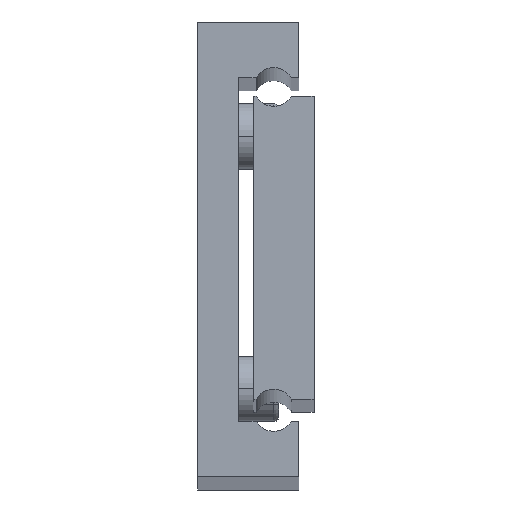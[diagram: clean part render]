
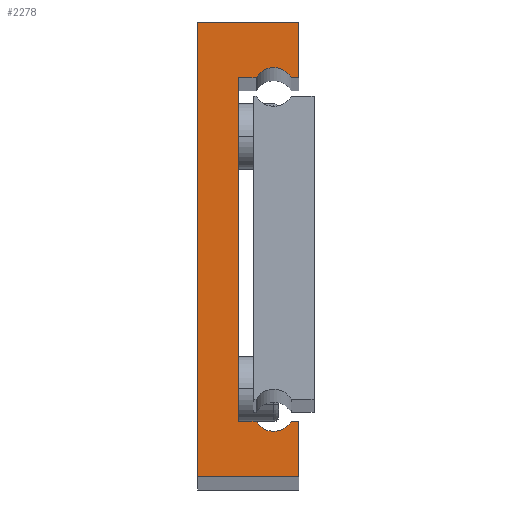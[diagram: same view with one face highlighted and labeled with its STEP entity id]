
A CAD part, top view. The second image highlights one B-rep face of the part: STEP entity #2278.
In plain terms, the highlighted planar face has unit normal (0, 0, 1).
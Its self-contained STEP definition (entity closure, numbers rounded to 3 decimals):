
#23 = VECTOR ( 'NONE', #2678, 1000. ) ;
#87 = ORIENTED_EDGE ( 'NONE', *, *, #1655, .T. ) ;
#107 = VERTEX_POINT ( 'NONE', #1284 ) ;
#111 = EDGE_CURVE ( 'NONE', #939, #2035, #3104, .T. ) ;
#206 = LINE ( 'NONE', #710, #367 ) ;
#293 = AXIS2_PLACEMENT_3D ( 'NONE', #786, #586, #2990 ) ;
#300 = ORIENTED_EDGE ( 'NONE', *, *, #111, .T. ) ;
#341 = EDGE_CURVE ( 'NONE', #2956, #994, #2343, .T. ) ;
#346 = DIRECTION ( 'NONE',  ( 0., 0., -1. ) ) ;
#348 = ORIENTED_EDGE ( 'NONE', *, *, #519, .T. ) ;
#367 = VECTOR ( 'NONE', #944, 1000. ) ;
#404 = EDGE_CURVE ( 'NONE', #2029, #1861, #2056, .T. ) ;
#416 = EDGE_CURVE ( 'NONE', #2037, #2619, #2806, .T. ) ;
#450 = CARTESIAN_POINT ( 'NONE',  ( 0., 0., 750. ) ) ;
#519 = EDGE_CURVE ( 'NONE', #1790, #939, #1436, .T. ) ;
#521 = CARTESIAN_POINT ( 'NONE',  ( 11.536, 11., 750. ) ) ;
#580 = FACE_OUTER_BOUND ( 'NONE', #3018, .T. ) ;
#586 = DIRECTION ( 'NONE',  ( 0., 0., -1. ) ) ;
#610 = DIRECTION ( 'NONE',  ( -1., 0., 0. ) ) ;
#660 = CARTESIAN_POINT ( 'NONE',  ( 0., 0., 750. ) ) ;
#710 = CARTESIAN_POINT ( 'NONE',  ( 20., 79., 750. ) ) ;
#776 = CARTESIAN_POINT ( 'NONE',  ( 20., 11., 750. ) ) ;
#786 = CARTESIAN_POINT ( 'NONE',  ( 15., 77., 750. ) ) ;
#845 = CARTESIAN_POINT ( 'NONE',  ( 0., 90., 750. ) ) ;
#939 = VERTEX_POINT ( 'NONE', #1235 ) ;
#944 = DIRECTION ( 'NONE',  ( 1., 0., 0. ) ) ;
#957 = VECTOR ( 'NONE', #1609, 1000. ) ;
#994 = VERTEX_POINT ( 'NONE', #2140 ) ;
#1032 = ORIENTED_EDGE ( 'NONE', *, *, #341, .T. ) ;
#1038 = EDGE_CURVE ( 'NONE', #2035, #2956, #206, .T. ) ;
#1138 = ORIENTED_EDGE ( 'NONE', *, *, #1693, .T. ) ;
#1139 = CARTESIAN_POINT ( 'NONE',  ( 20., 90., 750. ) ) ;
#1143 = ORIENTED_EDGE ( 'NONE', *, *, #416, .T. ) ;
#1218 = DIRECTION ( 'NONE',  ( 0., 0., -1. ) ) ;
#1235 = CARTESIAN_POINT ( 'NONE',  ( 11.536, 79., 750. ) ) ;
#1284 = CARTESIAN_POINT ( 'NONE',  ( 8., 11., 750. ) ) ;
#1329 = DIRECTION ( 'NONE',  ( -1., 0., 0. ) ) ;
#1418 = DIRECTION ( 'NONE',  ( 1., 0., 0. ) ) ;
#1436 = LINE ( 'NONE', #3107, #2093 ) ;
#1468 = AXIS2_PLACEMENT_3D ( 'NONE', #2083, #346, #1329 ) ;
#1482 = VECTOR ( 'NONE', #2117, 1000. ) ;
#1484 = CARTESIAN_POINT ( 'NONE',  ( 18.464, 79., 750. ) ) ;
#1496 = ORIENTED_EDGE ( 'NONE', *, *, #3062, .T. ) ;
#1512 = DIRECTION ( 'NONE',  ( 1., 0., 0. ) ) ;
#1525 = DIRECTION ( 'NONE',  ( -1., 0., 0. ) ) ;
#1546 = DIRECTION ( 'NONE',  ( 1., 0., 0. ) ) ;
#1553 = CARTESIAN_POINT ( 'NONE',  ( 20., 11., 750. ) ) ;
#1565 = CIRCLE ( 'NONE', #2875, 4. ) ;
#1575 = PLANE ( 'NONE',  #1468 ) ;
#1580 = LINE ( 'NONE', #2520, #957 ) ;
#1608 = CARTESIAN_POINT ( 'NONE',  ( 20., 0., 750. ) ) ;
#1609 = DIRECTION ( 'NONE',  ( 0., 1., 0. ) ) ;
#1655 = EDGE_CURVE ( 'NONE', #2619, #1952, #2462, .T. ) ;
#1693 = EDGE_CURVE ( 'NONE', #1861, #2037, #1724, .T. ) ;
#1724 = LINE ( 'NONE', #2448, #2674 ) ;
#1739 = CARTESIAN_POINT ( 'NONE',  ( 0., 90., 750. ) ) ;
#1760 = CARTESIAN_POINT ( 'NONE',  ( 20., 79., 750. ) ) ;
#1790 = VERTEX_POINT ( 'NONE', #2330 ) ;
#1861 = VERTEX_POINT ( 'NONE', #450 ) ;
#1952 = VERTEX_POINT ( 'NONE', #2901 ) ;
#1953 = LINE ( 'NONE', #2648, #2270 ) ;
#2029 = VERTEX_POINT ( 'NONE', #1739 ) ;
#2035 = VERTEX_POINT ( 'NONE', #1484 ) ;
#2037 = VERTEX_POINT ( 'NONE', #2917 ) ;
#2053 = EDGE_CURVE ( 'NONE', #1952, #2121, #1565, .T. ) ;
#2056 = LINE ( 'NONE', #660, #3053 ) ;
#2063 = LINE ( 'NONE', #845, #2826 ) ;
#2067 = ORIENTED_EDGE ( 'NONE', *, *, #404, .T. ) ;
#2070 = DIRECTION ( 'NONE',  ( 0., -1., 0. ) ) ;
#2083 = CARTESIAN_POINT ( 'NONE',  ( 15., 77., 750. ) ) ;
#2093 = VECTOR ( 'NONE', #1418, 1000. ) ;
#2117 = DIRECTION ( 'NONE',  ( 0., 1., 0. ) ) ;
#2121 = VERTEX_POINT ( 'NONE', #521 ) ;
#2140 = CARTESIAN_POINT ( 'NONE',  ( 20., 90., 750. ) ) ;
#2204 = ORIENTED_EDGE ( 'NONE', *, *, #2486, .T. ) ;
#2234 = CARTESIAN_POINT ( 'NONE',  ( 15., 13., 750. ) ) ;
#2270 = VECTOR ( 'NONE', #1525, 1000. ) ;
#2278 = ADVANCED_FACE ( 'NONE', ( #580 ), #1575, .F. ) ;
#2330 = CARTESIAN_POINT ( 'NONE',  ( 8., 79., 750. ) ) ;
#2343 = LINE ( 'NONE', #1139, #1482 ) ;
#2383 = VECTOR ( 'NONE', #3038, 1000. ) ;
#2448 = CARTESIAN_POINT ( 'NONE',  ( 0., 0., 750. ) ) ;
#2462 = LINE ( 'NONE', #776, #23 ) ;
#2486 = EDGE_CURVE ( 'NONE', #2121, #107, #1953, .T. ) ;
#2506 = ORIENTED_EDGE ( 'NONE', *, *, #1038, .T. ) ;
#2520 = CARTESIAN_POINT ( 'NONE',  ( 8., 11., 750. ) ) ;
#2619 = VERTEX_POINT ( 'NONE', #1553 ) ;
#2621 = EDGE_CURVE ( 'NONE', #994, #2029, #2063, .T. ) ;
#2648 = CARTESIAN_POINT ( 'NONE',  ( 11.536, 11., 750. ) ) ;
#2674 = VECTOR ( 'NONE', #1546, 1000. ) ;
#2678 = DIRECTION ( 'NONE',  ( -1., 0., 0. ) ) ;
#2806 = LINE ( 'NONE', #1608, #2383 ) ;
#2826 = VECTOR ( 'NONE', #610, 1000. ) ;
#2875 = AXIS2_PLACEMENT_3D ( 'NONE', #2234, #1218, #1512 ) ;
#2901 = CARTESIAN_POINT ( 'NONE',  ( 18.464, 11., 750. ) ) ;
#2917 = CARTESIAN_POINT ( 'NONE',  ( 20., 0., 750. ) ) ;
#2956 = VERTEX_POINT ( 'NONE', #1760 ) ;
#2990 = DIRECTION ( 'NONE',  ( -1., 0., 0. ) ) ;
#3018 = EDGE_LOOP ( 'NONE', ( #2067, #1138, #1143, #87, #3110, #2204, #1496, #348, #300, #2506, #1032, #3065 ) ) ;
#3038 = DIRECTION ( 'NONE',  ( 0., 1., 0. ) ) ;
#3053 = VECTOR ( 'NONE', #2070, 1000. ) ;
#3062 = EDGE_CURVE ( 'NONE', #107, #1790, #1580, .T. ) ;
#3065 = ORIENTED_EDGE ( 'NONE', *, *, #2621, .T. ) ;
#3104 = CIRCLE ( 'NONE', #293, 4. ) ;
#3107 = CARTESIAN_POINT ( 'NONE',  ( 11.536, 79., 750. ) ) ;
#3110 = ORIENTED_EDGE ( 'NONE', *, *, #2053, .T. ) ;
